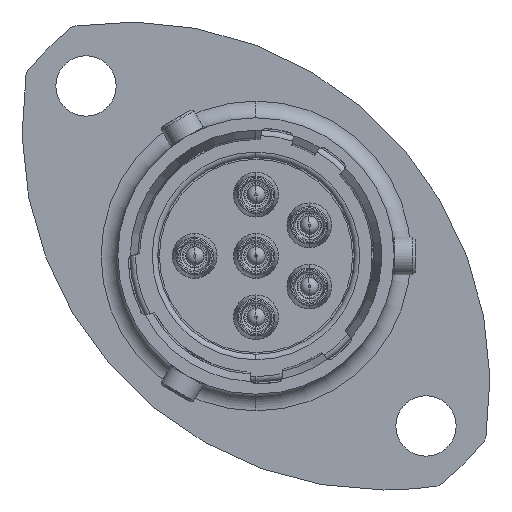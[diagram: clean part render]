
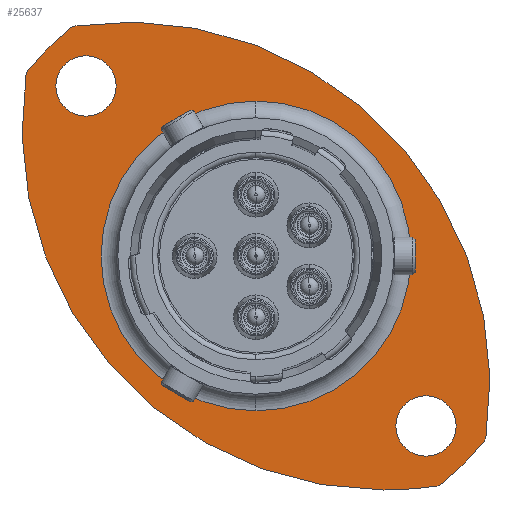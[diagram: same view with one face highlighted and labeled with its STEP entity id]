
A CAD part, left-side view. The second image highlights one B-rep face of the part: STEP entity #25637.
In plain terms, the highlighted planar face has unit normal (-1, 0, 0).
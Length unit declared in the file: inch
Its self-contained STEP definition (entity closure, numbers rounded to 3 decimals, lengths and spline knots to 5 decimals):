
#2559 = ORIENTED_EDGE ( 'NONE', *, *, #8023, .T. ) ;
#4855 = ORIENTED_EDGE ( 'NONE', *, *, #8092, .T. ) ;
#4856 = ORIENTED_EDGE ( 'NONE', *, *, #8170, .F. ) ;
#4858 = ORIENTED_EDGE ( 'NONE', *, *, #24082, .T. ) ;
#4860 = ORIENTED_EDGE ( 'NONE', *, *, #24086, .F. ) ;
#4862 = ORIENTED_EDGE ( 'NONE', *, *, #7962, .F. ) ;
#4863 = ORIENTED_EDGE ( 'NONE', *, *, #7960, .T. ) ;
#5141 = ORIENTED_EDGE ( 'NONE', *, *, #8129, .T. ) ;
#5176 = VERTEX_POINT ( 'NONE', #21014 ) ;
#6744 = CARTESIAN_POINT ( 'NONE',  ( 0.43089, 0.72725, 0.32977 ) ) ;
#6807 = CARTESIAN_POINT ( 'NONE',  ( 0.43089, -0.24749, -0.44649 ) ) ;
#7960 = EDGE_CURVE ( 'NONE', #17999, #22952, #10506, .T. ) ;
#7962 = EDGE_CURVE ( 'NONE', #22957, #22955, #10508, .T. ) ;
#7972 = EDGE_CURVE ( 'NONE', #24859, #5176, #10516, .T. ) ;
#8023 = EDGE_CURVE ( 'NONE', #25500, #17999, #10558, .T. ) ;
#8092 = EDGE_CURVE ( 'NONE', #22962, #18061, #10598, .T. ) ;
#8129 = EDGE_CURVE ( 'NONE', #18061, #25500, #10628, .T. ) ;
#8170 = EDGE_CURVE ( 'NONE', #22935, #23023, #10668, .T. ) ;
#10150 = CIRCLE ( 'NONE', #10155, 0.32854 ) ;
#10155 = AXIS2_PLACEMENT_3D ( 'NONE', #16787, #16788, #16789 ) ;
#10218 = CIRCLE ( 'NONE', #10225, 0.76772 ) ;
#10225 = AXIS2_PLACEMENT_3D ( 'NONE', #17217, #17218, #17219 ) ;
#10229 = CIRCLE ( 'NONE', #10231, 0.06398 ) ;
#10231 = AXIS2_PLACEMENT_3D ( 'NONE', #17237, #17239, #17240 ) ;
#10235 = CIRCLE ( 'NONE', #10237, 0.06398 ) ;
#10237 = AXIS2_PLACEMENT_3D ( 'NONE', #17260, #17262, #17263 ) ;
#10506 = CIRCLE ( 'NONE', #10511, 0.76772 ) ;
#10508 = CIRCLE ( 'NONE', #10515, 0.06398 ) ;
#10511 = AXIS2_PLACEMENT_3D ( 'NONE', #19310, #19311, #19312 ) ;
#10515 = AXIS2_PLACEMENT_3D ( 'NONE', #19315, #19316, #19317 ) ;
#10516 = CIRCLE ( 'NONE', #10522, 0.32854 ) ;
#10522 = AXIS2_PLACEMENT_3D ( 'NONE', #19341, #19343, #19345 ) ;
#10558 = CIRCLE ( 'NONE', #10562, 0.62303 ) ;
#10562 = AXIS2_PLACEMENT_3D ( 'NONE', #19582, #19583, #19585 ) ;
#10598 = CIRCLE ( 'NONE', #10610, 0.62303 ) ;
#10610 = AXIS2_PLACEMENT_3D ( 'NONE', #14473, #14474, #14475 ) ;
#10628 = CIRCLE ( 'NONE', #10637, 0.76772 ) ;
#10637 = AXIS2_PLACEMENT_3D ( 'NONE', #14612, #14613, #14615 ) ;
#10668 = CIRCLE ( 'NONE', #10671, 0.06398 ) ;
#10671 = AXIS2_PLACEMENT_3D ( 'NONE', #14745, #14746, #14748 ) ;
#14473 = CARTESIAN_POINT ( 'NONE',  ( 0.43089, 0.23988, -0.05836 ) ) ;
#14474 = DIRECTION ( 'NONE',  ( -1., 0., 0. ) ) ;
#14475 = DIRECTION ( 'NONE',  ( 0., 0., 1. ) ) ;
#14612 = CARTESIAN_POINT ( 'NONE',  ( 0.43089, 0.51131, -0.32979 ) ) ;
#14613 = DIRECTION ( 'NONE',  ( -1., 0., 0. ) ) ;
#14615 = DIRECTION ( 'NONE',  ( 0., 0., -1. ) ) ;
#14745 = CARTESIAN_POINT ( 'NONE',  ( 0.43089, -0.12063, -0.41887 ) ) ;
#14746 = DIRECTION ( 'NONE',  ( -1., 0., 0. ) ) ;
#14748 = DIRECTION ( 'NONE',  ( 0., 0., -1. ) ) ;
#16440 = PLANE ( 'NONE',  #20274 ) ;
#16441 = FACE_BOUND ( 'NONE', #18171, .T. ) ;
#16443 = FACE_BOUND ( 'NONE', #18196, .T. ) ;
#16445 = FACE_BOUND ( 'NONE', #18176, .T. ) ;
#16447 = FACE_OUTER_BOUND ( 'NONE', #18197, .T. ) ;
#16457 = CARTESIAN_POINT ( 'NONE',  ( 0.43089, 0.53299, -0.05836 ) ) ;
#16458 = DIRECTION ( 'NONE',  ( 1., 0., 0. ) ) ;
#16459 = DIRECTION ( 'NONE',  ( 0., 0., -1. ) ) ;
#16661 = CARTESIAN_POINT ( 'NONE',  ( 0.43089, -0.12063, -0.3549 ) ) ;
#16678 = CARTESIAN_POINT ( 'NONE',  ( 0.43089, -0.03155, -0.55465 ) ) ;
#16681 = CARTESIAN_POINT ( 'NONE',  ( 0.43089, 0.60039, 0.23818 ) ) ;
#16683 = CARTESIAN_POINT ( 'NONE',  ( 0.43089, 0.60039, 0.36613 ) ) ;
#16688 = CARTESIAN_POINT ( 'NONE',  ( 0.43089, -0.14825, -0.54573 ) ) ;
#16749 = CARTESIAN_POINT ( 'NONE',  ( 0.43089, -0.12063, -0.48285 ) ) ;
#16787 = CARTESIAN_POINT ( 'NONE',  ( 0.43089, 0.23988, -0.05836 ) ) ;
#16788 = DIRECTION ( 'NONE',  ( 1., 0., 0. ) ) ;
#16789 = DIRECTION ( 'NONE',  ( 0., 0., -1. ) ) ;
#17217 = CARTESIAN_POINT ( 'NONE',  ( 0.43089, -0.03155, 0.21307 ) ) ;
#17218 = DIRECTION ( 'NONE',  ( -1., 0., 0. ) ) ;
#17219 = DIRECTION ( 'NONE',  ( 0., 0., -1. ) ) ;
#17237 = CARTESIAN_POINT ( 'NONE',  ( 0.43089, -0.12063, -0.41887 ) ) ;
#17239 = DIRECTION ( 'NONE',  ( -1., 0., 0. ) ) ;
#17240 = DIRECTION ( 'NONE',  ( 0., 0., -1. ) ) ;
#17260 = CARTESIAN_POINT ( 'NONE',  ( 0.43089, 0.60039, 0.30215 ) ) ;
#17262 = DIRECTION ( 'NONE',  ( -1., 0., 0. ) ) ;
#17263 = DIRECTION ( 'NONE',  ( 0., 0., -1. ) ) ;
#17635 = CARTESIAN_POINT ( 'NONE',  ( 0.43089, 0.23988, -0.3869 ) ) ;
#17722 = CARTESIAN_POINT ( 'NONE',  ( 0.43089, 0.62801, 0.42901 ) ) ;
#17999 = VERTEX_POINT ( 'NONE', #6744 ) ;
#18061 = VERTEX_POINT ( 'NONE', #6807 ) ;
#18171 = EDGE_LOOP ( 'NONE', ( #22352, #22356 ) ) ;
#18176 = EDGE_LOOP ( 'NONE', ( #4860, #4856 ) ) ;
#18196 = EDGE_LOOP ( 'NONE', ( #22355, #4862 ) ) ;
#18197 = EDGE_LOOP ( 'NONE', ( #4863, #4858, #4855, #5141, #2559 ) ) ;
#19310 = CARTESIAN_POINT ( 'NONE',  ( 0.43089, -0.03155, 0.21307 ) ) ;
#19311 = DIRECTION ( 'NONE',  ( -1., 0., 0. ) ) ;
#19312 = DIRECTION ( 'NONE',  ( 0., 0., -1. ) ) ;
#19315 = CARTESIAN_POINT ( 'NONE',  ( 0.43089, 0.60039, 0.30215 ) ) ;
#19316 = DIRECTION ( 'NONE',  ( -1., 0., 0. ) ) ;
#19317 = DIRECTION ( 'NONE',  ( 0., 0., -1. ) ) ;
#19341 = CARTESIAN_POINT ( 'NONE',  ( 0.43089, 0.23988, -0.05836 ) ) ;
#19343 = DIRECTION ( 'NONE',  ( 1., 0., 0. ) ) ;
#19345 = DIRECTION ( 'NONE',  ( 0., 0., -1. ) ) ;
#19582 = CARTESIAN_POINT ( 'NONE',  ( 0.43089, 0.23988, -0.05836 ) ) ;
#19583 = DIRECTION ( 'NONE',  ( -1., 0., 0. ) ) ;
#19585 = DIRECTION ( 'NONE',  ( 0., 0., 1. ) ) ;
#20274 = AXIS2_PLACEMENT_3D ( 'NONE', #16457, #16458, #16459 ) ;
#21014 = CARTESIAN_POINT ( 'NONE',  ( 0.43089, 0.23988, 0.27018 ) ) ;
#22352 = ORIENTED_EDGE ( 'NONE', *, *, #7972, .T. ) ;
#22355 = ORIENTED_EDGE ( 'NONE', *, *, #24090, .F. ) ;
#22356 = ORIENTED_EDGE ( 'NONE', *, *, #23978, .T. ) ;
#22935 = VERTEX_POINT ( 'NONE', #16661 ) ;
#22952 = VERTEX_POINT ( 'NONE', #16678 ) ;
#22955 = VERTEX_POINT ( 'NONE', #16681 ) ;
#22957 = VERTEX_POINT ( 'NONE', #16683 ) ;
#22962 = VERTEX_POINT ( 'NONE', #16688 ) ;
#23023 = VERTEX_POINT ( 'NONE', #16749 ) ;
#23978 = EDGE_CURVE ( 'NONE', #5176, #24859, #10150, .T. ) ;
#24082 = EDGE_CURVE ( 'NONE', #22952, #22962, #10218, .T. ) ;
#24086 = EDGE_CURVE ( 'NONE', #23023, #22935, #10229, .T. ) ;
#24090 = EDGE_CURVE ( 'NONE', #22955, #22957, #10235, .T. ) ;
#24859 = VERTEX_POINT ( 'NONE', #17635 ) ;
#25500 = VERTEX_POINT ( 'NONE', #17722 ) ;
#25637 = ADVANCED_FACE ( 'NONE', ( #16441, #16443, #16445, #16447 ), #16440, .F. ) ;
